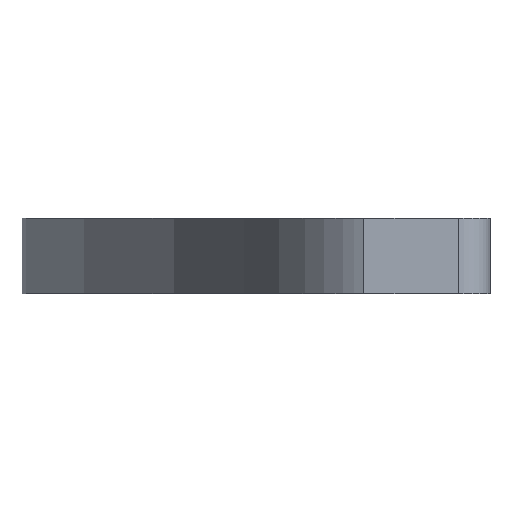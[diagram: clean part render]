
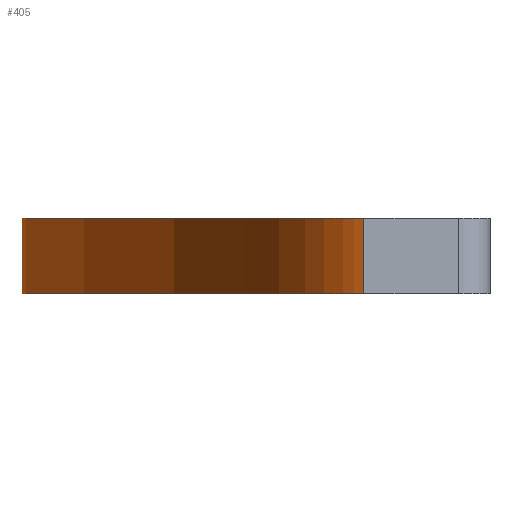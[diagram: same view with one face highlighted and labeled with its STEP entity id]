
A CAD part, left-side view. The second image highlights one B-rep face of the part: STEP entity #405.
In plain terms, the highlighted free-form (B-spline) face has degree [3, 1] with [4, 2] control points.
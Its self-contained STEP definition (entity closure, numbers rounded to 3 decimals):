
#7 = CARTESIAN_POINT ( 'NONE',  ( -50.155, 21.507, 2.4 ) ) ;
#14 = CARTESIAN_POINT ( 'NONE',  ( 58.5, 1.002, 2.4 ) ) ;
#85 = CARTESIAN_POINT ( 'NONE',  ( 50.155, 21.507, 0. ) ) ;
#93 = EDGE_CURVE ( 'NONE', #897, #973, #918, .T. ) ;
#101 = CARTESIAN_POINT ( 'NONE',  ( 50.155, 21.507, 2.4 ) ) ;
#112 = CARTESIAN_POINT ( 'NONE',  ( -50.155, 21.507, 0. ) ) ;
#125 = CARTESIAN_POINT ( 'NONE',  ( 50.155, 21.507, 2.4 ) ) ;
#171 = ORIENTED_EDGE ( 'NONE', *, *, #93, .T. ) ;
#298 =( BOUNDED_SURFACE ( )  B_SPLINE_SURFACE ( 3, 1, ( 
 ( #668, #1139 ),
 ( #125, #1242 ),
 ( #7, #1120 ),
 ( #1464, #1379 ) ),
 .UNSPECIFIED., .F., .F., .F. ) 
 B_SPLINE_SURFACE_WITH_KNOTS ( ( 4, 4 ),
 ( 2, 2 ),
 ( 0., 1. ),
 ( 0., 1. ),
 .UNSPECIFIED. ) 
 GEOMETRIC_REPRESENTATION_ITEM ( )  RATIONAL_B_SPLINE_SURFACE ( (
 ( 1., 1.),
 ( 0.389, 0.389),
 ( 0.389, 0.389),
 ( 1., 1.) ) ) 
 REPRESENTATION_ITEM ( '' )  SURFACE ( )  );
#330 = CARTESIAN_POINT ( 'NONE',  ( 58.5, 1.002, 2.4 ) ) ;
#405 = ADVANCED_FACE ( 'NONE', ( #1097 ), #298, .F. ) ;
#407 = CARTESIAN_POINT ( 'NONE',  ( 58.5, 1.002, 0. ) ) ;
#422 = EDGE_CURVE ( 'NONE', #897, #789, #446, .T. ) ;
#438 = DIRECTION ( 'NONE',  ( 0., 0., -1. ) ) ;
#443 = CARTESIAN_POINT ( 'NONE',  ( -50.155, 21.507, 2.4 ) ) ;
#446 =( BOUNDED_CURVE ( )  B_SPLINE_CURVE ( 3, ( #330, #101, #443, #458 ),
 .UNSPECIFIED., .F., .T. ) 
 B_SPLINE_CURVE_WITH_KNOTS ( ( 4, 4 ),
 ( 3.225, 6.2 ),
 .UNSPECIFIED. ) 
 CURVE ( )  GEOMETRIC_REPRESENTATION_ITEM ( )  RATIONAL_B_SPLINE_CURVE ( ( 1., 0.389, 0.389, 1. ) ) 
 REPRESENTATION_ITEM ( '' )  );
#458 = CARTESIAN_POINT ( 'NONE',  ( -58.5, 1.002, 2.4 ) ) ;
#539 = CARTESIAN_POINT ( 'NONE',  ( 58.5, 1.002, 0. ) ) ;
#595 =( BOUNDED_CURVE ( )  B_SPLINE_CURVE ( 3, ( #539, #85, #112, #1219 ),
 .UNSPECIFIED., .F., .T. ) 
 B_SPLINE_CURVE_WITH_KNOTS ( ( 4, 4 ),
 ( 3.225, 6.2 ),
 .UNSPECIFIED. ) 
 CURVE ( )  GEOMETRIC_REPRESENTATION_ITEM ( )  RATIONAL_B_SPLINE_CURVE ( ( 1., 0.389, 0.389, 1. ) ) 
 REPRESENTATION_ITEM ( '' )  );
#625 = EDGE_LOOP ( 'NONE', ( #1032, #647, #1156, #171 ) ) ;
#647 = ORIENTED_EDGE ( 'NONE', *, *, #1167, .F. ) ;
#660 = VECTOR ( 'NONE', #438, 1000. ) ;
#668 = CARTESIAN_POINT ( 'NONE',  ( 58.5, 1.002, 2.4 ) ) ;
#694 = CARTESIAN_POINT ( 'NONE',  ( 58.5, 1.002, 2.4 ) ) ;
#752 = EDGE_CURVE ( 'NONE', #973, #1402, #595, .T. ) ;
#789 = VERTEX_POINT ( 'NONE', #1339 ) ;
#802 = DIRECTION ( 'NONE',  ( 0., 0., -1. ) ) ;
#897 = VERTEX_POINT ( 'NONE', #694 ) ;
#918 = LINE ( 'NONE', #14, #1414 ) ;
#973 = VERTEX_POINT ( 'NONE', #407 ) ;
#1032 = ORIENTED_EDGE ( 'NONE', *, *, #752, .T. ) ;
#1056 = CARTESIAN_POINT ( 'NONE',  ( -58.5, 1.002, 0. ) ) ;
#1097 = FACE_OUTER_BOUND ( 'NONE', #625, .T. ) ;
#1120 = CARTESIAN_POINT ( 'NONE',  ( -50.155, 21.507, 0. ) ) ;
#1122 = CARTESIAN_POINT ( 'NONE',  ( -58.5, 1.002, 2.4 ) ) ;
#1139 = CARTESIAN_POINT ( 'NONE',  ( 58.5, 1.002, 0. ) ) ;
#1156 = ORIENTED_EDGE ( 'NONE', *, *, #422, .F. ) ;
#1167 = EDGE_CURVE ( 'NONE', #789, #1402, #1223, .T. ) ;
#1219 = CARTESIAN_POINT ( 'NONE',  ( -58.5, 1.002, 0. ) ) ;
#1223 = LINE ( 'NONE', #1122, #660 ) ;
#1242 = CARTESIAN_POINT ( 'NONE',  ( 50.155, 21.507, 0. ) ) ;
#1339 = CARTESIAN_POINT ( 'NONE',  ( -58.5, 1.002, 2.4 ) ) ;
#1379 = CARTESIAN_POINT ( 'NONE',  ( -58.5, 1.002, 0. ) ) ;
#1402 = VERTEX_POINT ( 'NONE', #1056 ) ;
#1414 = VECTOR ( 'NONE', #802, 1000. ) ;
#1464 = CARTESIAN_POINT ( 'NONE',  ( -58.5, 1.002, 2.4 ) ) ;
